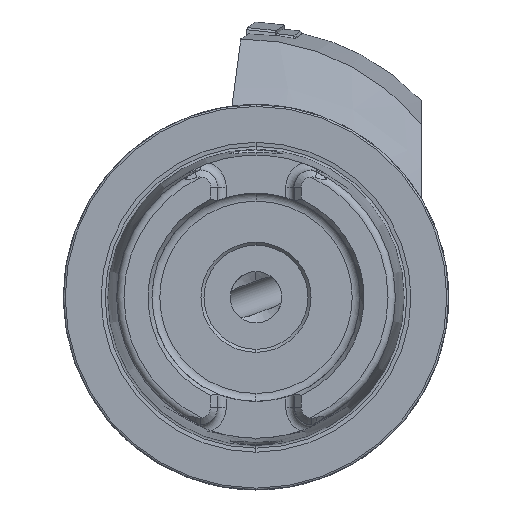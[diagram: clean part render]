
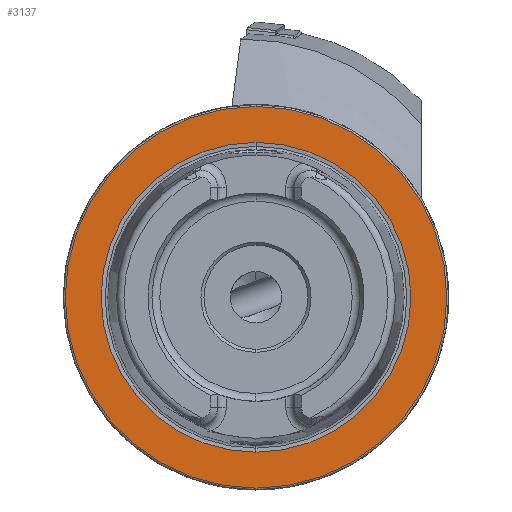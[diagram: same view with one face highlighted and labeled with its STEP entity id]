
A CAD part, left-side view. The second image highlights one B-rep face of the part: STEP entity #3137.
In plain terms, the highlighted planar face has unit normal (-1, 0, 0).
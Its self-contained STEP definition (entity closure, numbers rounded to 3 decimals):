
#185 = CARTESIAN_POINT ( 'NONE',  ( 0., 0., -31.2 ) ) ;
#508 = FACE_BOUND ( 'NONE', #14479, .T. ) ;
#1637 = VERTEX_POINT ( 'NONE', #7052 ) ;
#1711 = VERTEX_POINT ( 'NONE', #9785 ) ;
#2475 = AXIS2_PLACEMENT_3D ( 'NONE', #16603, #4666, #14003 ) ;
#2537 = EDGE_LOOP ( 'NONE', ( #5871, #4298 ) ) ;
#2766 = EDGE_CURVE ( 'NONE', #1637, #8437, #9954, .T. ) ;
#3137 = ADVANCED_FACE ( 'NONE', ( #508, #7412 ), #8480, .F. ) ;
#3661 = EDGE_CURVE ( 'NONE', #12310, #1711, #5121, .T. ) ;
#4298 = ORIENTED_EDGE ( 'NONE', *, *, #3661, .T. ) ;
#4383 = DIRECTION ( 'NONE',  ( 0., 0., -1. ) ) ;
#4506 = CARTESIAN_POINT ( 'NONE',  ( 0., 31.2, 0. ) ) ;
#4666 = DIRECTION ( 'NONE',  ( -1., 0., 0. ) ) ;
#5121 = CIRCLE ( 'NONE', #5814, 31.2 ) ;
#5814 = AXIS2_PLACEMENT_3D ( 'NONE', #16409, #13886, #6025 ) ;
#5871 = ORIENTED_EDGE ( 'NONE', *, *, #8620, .T. ) ;
#5999 = AXIS2_PLACEMENT_3D ( 'NONE', #4506, #16310, #4383 ) ;
#6025 = DIRECTION ( 'NONE',  ( 0., 0., 1. ) ) ;
#6735 = CARTESIAN_POINT ( 'NONE',  ( 0., 0., 0. ) ) ;
#7052 = CARTESIAN_POINT ( 'NONE',  ( 0., 0., -25.324 ) ) ;
#7412 = FACE_OUTER_BOUND ( 'NONE', #2537, .T. ) ;
#7573 = DIRECTION ( 'NONE',  ( -1., 0., 0. ) ) ;
#7756 = AXIS2_PLACEMENT_3D ( 'NONE', #16882, #7573, #10429 ) ;
#8437 = VERTEX_POINT ( 'NONE', #13719 ) ;
#8480 = PLANE ( 'NONE',  #5999 ) ;
#8620 = EDGE_CURVE ( 'NONE', #1711, #12310, #16987, .T. ) ;
#9322 = ORIENTED_EDGE ( 'NONE', *, *, #17215, .F. ) ;
#9785 = CARTESIAN_POINT ( 'NONE',  ( 0., 0., 31.2 ) ) ;
#9954 = CIRCLE ( 'NONE', #2475, 25.324 ) ;
#10429 = DIRECTION ( 'NONE',  ( 0., 0., 1. ) ) ;
#12310 = VERTEX_POINT ( 'NONE', #185 ) ;
#13491 = DIRECTION ( 'NONE',  ( -1., 0., 0. ) ) ;
#13516 = ORIENTED_EDGE ( 'NONE', *, *, #2766, .F. ) ;
#13719 = CARTESIAN_POINT ( 'NONE',  ( 0., 0., 25.324 ) ) ;
#13886 = DIRECTION ( 'NONE',  ( -1., 0., 0. ) ) ;
#14003 = DIRECTION ( 'NONE',  ( 0., 0., 1. ) ) ;
#14403 = AXIS2_PLACEMENT_3D ( 'NONE', #6735, #13491, #16022 ) ;
#14479 = EDGE_LOOP ( 'NONE', ( #9322, #13516 ) ) ;
#15724 = CIRCLE ( 'NONE', #14403, 25.324 ) ;
#16022 = DIRECTION ( 'NONE',  ( 0., 0., 1. ) ) ;
#16310 = DIRECTION ( 'NONE',  ( 1., 0., 0. ) ) ;
#16409 = CARTESIAN_POINT ( 'NONE',  ( 0., 0., 0. ) ) ;
#16603 = CARTESIAN_POINT ( 'NONE',  ( 0., 0., 0. ) ) ;
#16882 = CARTESIAN_POINT ( 'NONE',  ( 0., 0., 0. ) ) ;
#16987 = CIRCLE ( 'NONE', #7756, 31.2 ) ;
#17215 = EDGE_CURVE ( 'NONE', #8437, #1637, #15724, .T. ) ;
